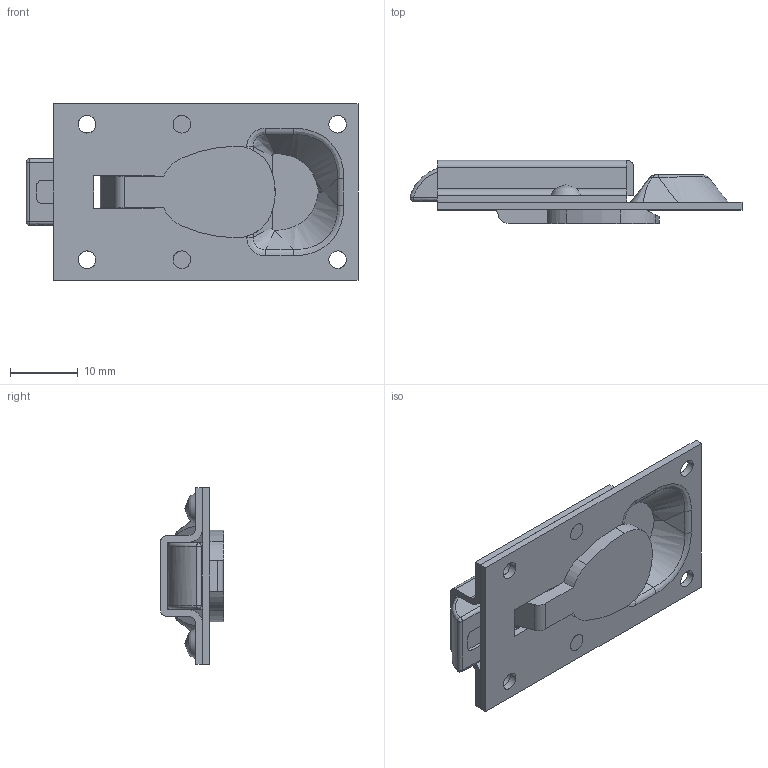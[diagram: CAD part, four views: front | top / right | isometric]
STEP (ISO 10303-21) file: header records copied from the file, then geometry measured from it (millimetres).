
FILE_DESCRIPTION((''),'2;1');
FILE_NAME('','2005-07-15T14:32:16',(''),(''),'','CADfix','');
FILE_SCHEMA(('AUTOMOTIVE_DESIGN'));
Length unit declared in the file: millimetre
Products named in the file (7): rivet; shaft; lever; latch; housing; base; TL_15C_17984_36
Assembly tree (7 placements, depth 2):
  TL_15C_17984_36
    rivet  x2
    shaft
    lever
    latch
    housing
    base
Bounding box: 49 x 9.3 x 26 mm (x, y, z)
Volume: 3360.2 mm3; surface area: 6181.7 mm2
Topology: 7 solids, 7 shells, 200 faces, 585 edges, 399 vertices
Faces by surface type: bspline 200
Entity records: 7447 total; most frequent: CARTESIAN_POINT 4083, ORIENTED_EDGE 1138, EDGE_CURVE 569, VERTEX_POINT 389, QUASI_UNIFORM_CURVE 292, EDGE_LOOP 230, FACE_OUTER_BOUND 195, ADVANCED_FACE 195
